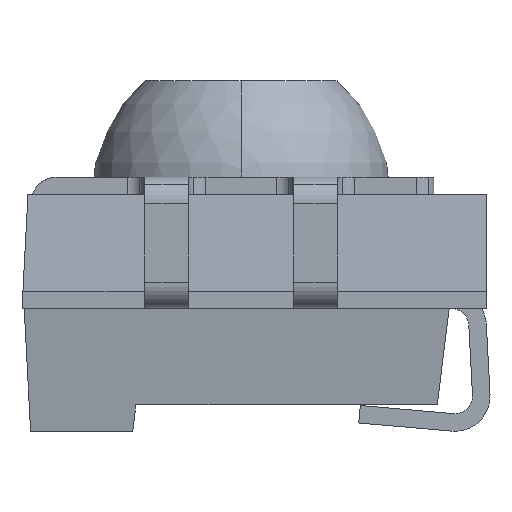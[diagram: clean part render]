
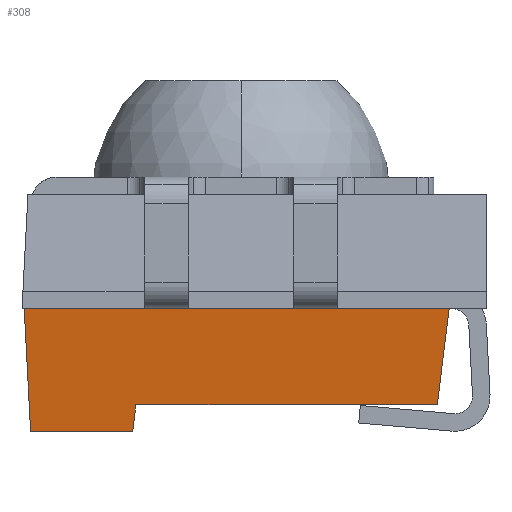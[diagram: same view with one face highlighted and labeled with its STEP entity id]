
A CAD part, left-side view. The second image highlights one B-rep face of the part: STEP entity #308.
In plain terms, the highlighted planar face has unit normal (-0.993, 0, -0.122).
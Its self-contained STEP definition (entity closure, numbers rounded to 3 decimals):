
#227=CARTESIAN_POINT('',(-3.44,1.35,-0.95));
#228=VERTEX_POINT('',#227);
#229=CARTESIAN_POINT('',(-3.403,1.387,-1.25));
#230=VERTEX_POINT('',#229);
#231=CARTESIAN_POINT('',(-3.44,1.35,-0.95));
#232=DIRECTION('',(0.121,0.121,-0.985));
#233=VECTOR('',#232,0.304);
#234=LINE('',#231,#233);
#235=EDGE_CURVE('',#228,#230,#234,.T.);
#262=CARTESIAN_POINT('',(-3.489,1.313,-0.55));
#263=DIRECTION('',(-0.993,0.0,-0.122));
#264=DIRECTION('',(-0.122,0.0,0.993));
#265=AXIS2_PLACEMENT_3D('',#262,#263,#264);
#266=PLANE('',#265);
#267=ORIENTED_EDGE('',*,*,#235,.F.);
#268=CARTESIAN_POINT('',(-3.44,-2.09,-0.95));
#269=VERTEX_POINT('',#268);
#270=CARTESIAN_POINT('',(-3.44,1.35,-0.95));
#271=DIRECTION('',(0.0,-1.0,0.0));
#272=VECTOR('',#271,3.44);
#273=LINE('',#270,#272);
#274=EDGE_CURVE('',#228,#269,#273,.T.);
#275=ORIENTED_EDGE('',*,*,#274,.T.);
#276=CARTESIAN_POINT('',(-3.575,-2.225,0.15));
#277=VERTEX_POINT('',#276);
#278=CARTESIAN_POINT('',(-3.575,-2.225,0.15));
#279=DIRECTION('',(0.121,0.121,-0.985));
#280=VECTOR('',#279,1.116);
#281=LINE('',#278,#280);
#282=EDGE_CURVE('',#277,#269,#281,.T.);
#283=ORIENTED_EDGE('',*,*,#282,.F.);
#284=CARTESIAN_POINT('',(-3.575,2.625,0.15));
#285=VERTEX_POINT('',#284);
#286=CARTESIAN_POINT('',(-3.575,2.625,0.15));
#287=DIRECTION('',(0.0,-1.0,0.0));
#288=VECTOR('',#287,4.85);
#289=LINE('',#286,#288);
#290=EDGE_CURVE('',#285,#277,#289,.T.);
#291=ORIENTED_EDGE('',*,*,#290,.F.);
#292=CARTESIAN_POINT('',(-3.403,2.552,-1.25));
#293=VERTEX_POINT('',#292);
#294=CARTESIAN_POINT('',(-3.575,2.625,0.15));
#295=DIRECTION('',(0.122,-0.052,-0.991));
#296=VECTOR('',#295,1.412);
#297=LINE('',#294,#296);
#298=EDGE_CURVE('',#285,#293,#297,.T.);
#299=ORIENTED_EDGE('',*,*,#298,.T.);
#300=CARTESIAN_POINT('',(-3.403,2.552,-1.25));
#301=DIRECTION('',(0.0,-1.0,0.0));
#302=VECTOR('',#301,1.165);
#303=LINE('',#300,#302);
#304=EDGE_CURVE('',#293,#230,#303,.T.);
#305=ORIENTED_EDGE('',*,*,#304,.T.);
#306=EDGE_LOOP('',(#267,#275,#283,#291,#299,#305));
#307=FACE_OUTER_BOUND('',#306,.T.);
#308=ADVANCED_FACE('',(#307),#266,.T.);
